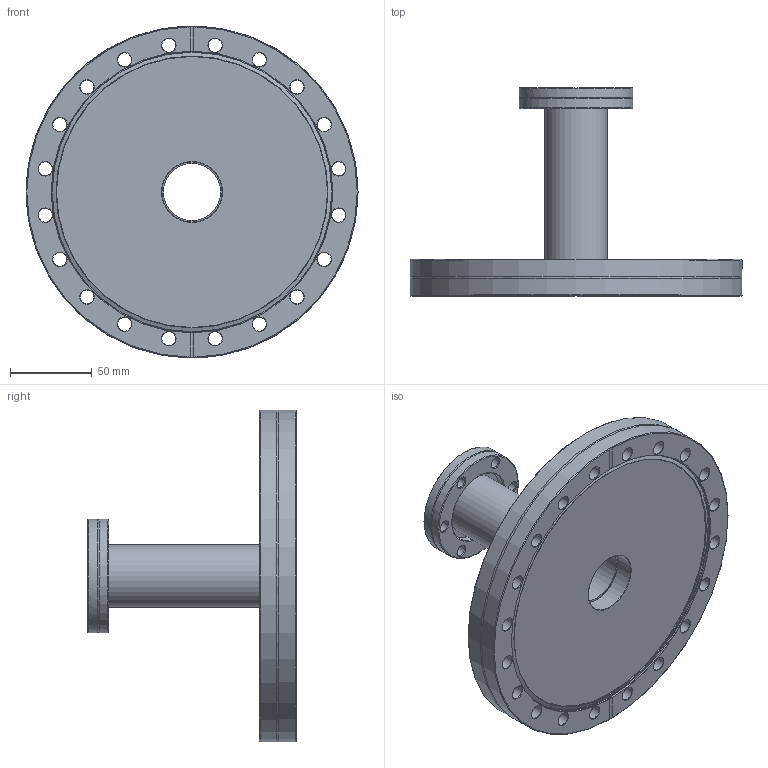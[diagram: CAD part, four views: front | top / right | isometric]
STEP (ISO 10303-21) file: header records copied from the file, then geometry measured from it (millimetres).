
FILE_DESCRIPTION (( 'STEP AP214' ), '1' );
FILE_NAME ('RD1CF16040RFULLVAC.STEP', '2025-04-03T09:51:51', ( '' ), ( '' ), 'SwSTEP 2.0', 'SolidWorks 2017', '' );
FILE_SCHEMA (( 'AUTOMOTIVE_DESIGN' ));
Length unit declared in the file: millimetre
Products named in the file (1): RD1CF16040RFULLVAC
Bounding box: 202.44 x 127 x 202.44 mm (x, y, z)
Volume: 692895.7 mm3; surface area: 124116.4 mm2
Topology: 1 solids, 1 shells, 134 faces, 346 edges, 220 vertices
Faces by surface type: cone 56, cylinder 42, torus 17, plane 12, bspline 7
Full cylindrical faces by diameter (mm): 6.73 x6, 8.43 x20, 34.8 x1, 36.6 x2, 38.1 x1, 45.21 x1, 48.21 x1, 48.31 x1, 69.3 x2, 171.45 x1, 202.44 x2
Entity records: 4477 total; most frequent: CARTESIAN_POINT 1776, DIRECTION 572, ORIENTED_EDGE 380, EDGE_LOOP 304, AXIS2_PLACEMENT_3D 282, EDGE_CURVE 190, FACE_OUTER_BOUND 188, VERTEX_POINT 174
